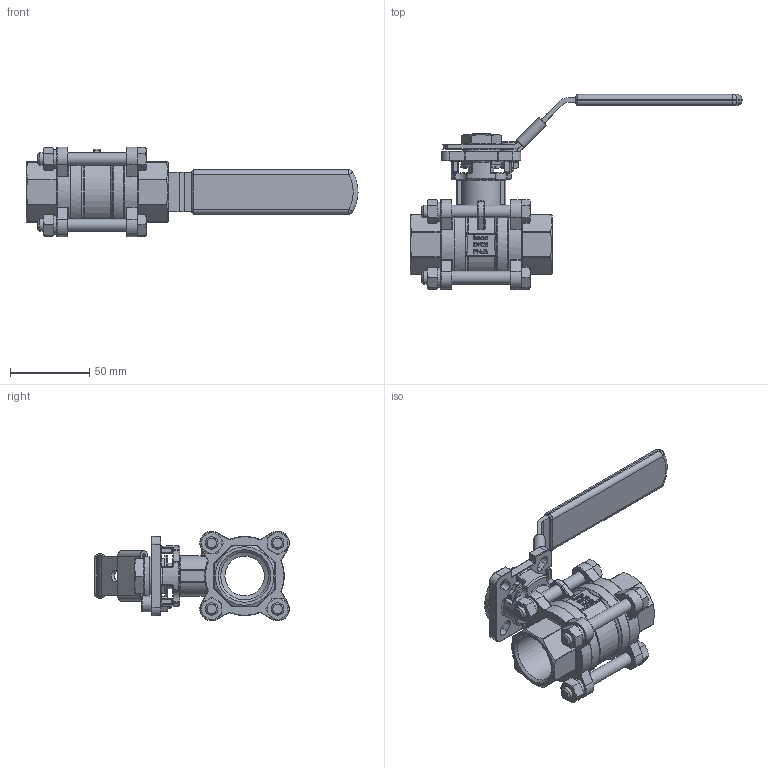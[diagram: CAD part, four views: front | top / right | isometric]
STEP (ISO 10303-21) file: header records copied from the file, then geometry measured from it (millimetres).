
FILE_DESCRIPTION (( 'STEP AP214' ), '1' );
FILE_NAME ('K3-100-0IG-4 Kugelhahn 2301.STEP', '2023-01-16T13:54:12', ( '' ), ( '' ), 'SwSTEP 2.0', 'SolidWorks 2019', '' );
FILE_SCHEMA (( 'AUTOMOTIVE_DESIGN' ));
Length unit declared in the file: millimetre
Products named in the file (1): K3-100-0IG-4 Kugelhahn 2301
Bounding box: 210 x 123.37 x 56.73 mm (x, y, z)
Volume: 175807.7 mm3; surface area: 62492.3 mm2
Topology: 1 solids, 1 shells, 1567 faces, 3838 edges, 2280 vertices
Faces by surface type: plane 497, cylinder 366, bspline 336, torus 206, cone 116, sphere 46
Full cylindrical faces by diameter (mm): 6 x2, 7.5 x1, 8 x8, 8.5 x9, 10 x1, 12 x4, 16 x1, 22 x1, 24 x1, 25 x1, 26 x2, 30.29 x2, 31 x1, 50 x4
Entity records: 64121 total; most frequent: CARTESIAN_POINT 26309, ORIENTED_EDGE 7362, DIRECTION 6431, EDGE_CURVE 3681, AXIS2_PLACEMENT_3D 2448, VERTEX_POINT 2252, EDGE_LOOP 1739, FACE_OUTER_BOUND 1624
